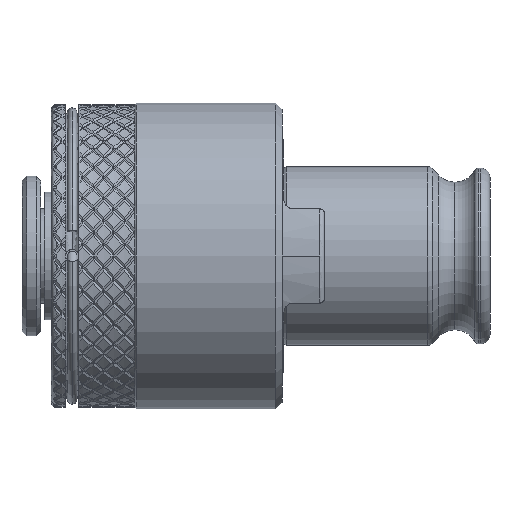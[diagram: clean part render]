
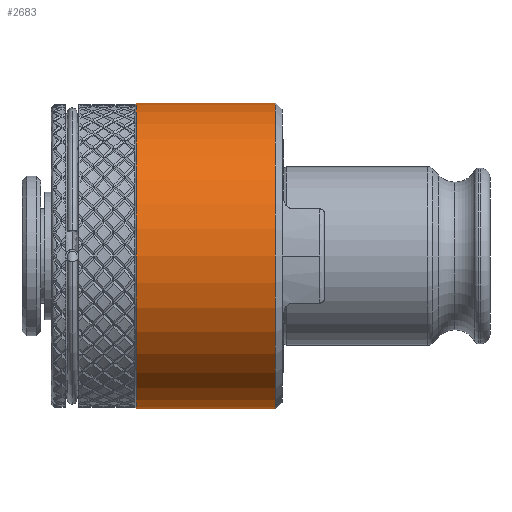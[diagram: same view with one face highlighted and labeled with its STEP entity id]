
A CAD part, front view. The second image highlights one B-rep face of the part: STEP entity #2683.
In plain terms, the highlighted cylindrical face has radius 16.25 mm (diameter 32.5 mm), a partial arc.
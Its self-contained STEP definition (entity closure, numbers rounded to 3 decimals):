
#511 = VERTEX_POINT ( 'NONE', #8264 ) ;
#2683 = ADVANCED_FACE ( 'NONE', ( #47079 ), #15913, .T. ) ;
#5002 = EDGE_CURVE ( 'NONE', #44042, #511, #61590, .T. ) ;
#6805 = AXIS2_PLACEMENT_3D ( 'NONE', #7525, #46153, #13022 ) ;
#7525 = CARTESIAN_POINT ( 'NONE',  ( 4.96, 0., 0. ) ) ;
#8264 = CARTESIAN_POINT ( 'NONE',  ( -9.84, 0., -16.25 ) ) ;
#8490 = AXIS2_PLACEMENT_3D ( 'NONE', #48470, #15383, #54059 ) ;
#8844 = ORIENTED_EDGE ( 'NONE', *, *, #50036, .T. ) ;
#10038 = EDGE_CURVE ( 'NONE', #45497, #26630, #67712, .T. ) ;
#13022 = DIRECTION ( 'NONE',  ( 0., 0., 1. ) ) ;
#15383 = DIRECTION ( 'NONE',  ( -1., 0., 0. ) ) ;
#15395 = ORIENTED_EDGE ( 'NONE', *, *, #64542, .F. ) ;
#15617 = DIRECTION ( 'NONE',  ( 0., 0., 1. ) ) ;
#15862 = DIRECTION ( 'NONE',  ( -1., 0., 0. ) ) ;
#15913 = CYLINDRICAL_SURFACE ( 'NONE', #19437, 16.25 ) ;
#17470 = VECTOR ( 'NONE', #63349, 1000. ) ;
#19437 = AXIS2_PLACEMENT_3D ( 'NONE', #21629, #15862, #15617 ) ;
#21629 = CARTESIAN_POINT ( 'NONE',  ( 5.66, 0., 0. ) ) ;
#25403 = VECTOR ( 'NONE', #57395, 1000. ) ;
#26630 = VERTEX_POINT ( 'NONE', #52659 ) ;
#29270 = CARTESIAN_POINT ( 'NONE',  ( 4.96, 0., -16.25 ) ) ;
#44042 = VERTEX_POINT ( 'NONE', #29270 ) ;
#45497 = VERTEX_POINT ( 'NONE', #62518 ) ;
#46153 = DIRECTION ( 'NONE',  ( -1., 0., 0. ) ) ;
#46657 = CARTESIAN_POINT ( 'NONE',  ( 5.66, 0., -16.25 ) ) ;
#47079 = FACE_OUTER_BOUND ( 'NONE', #70695, .T. ) ;
#48026 = CIRCLE ( 'NONE', #6805, 16.25 ) ;
#48470 = CARTESIAN_POINT ( 'NONE',  ( -9.84, 0., 0. ) ) ;
#50036 = EDGE_CURVE ( 'NONE', #44042, #45497, #48026, .T. ) ;
#50631 = ORIENTED_EDGE ( 'NONE', *, *, #5002, .F. ) ;
#51832 = CARTESIAN_POINT ( 'NONE',  ( 5.66, 0., 16.25 ) ) ;
#52659 = CARTESIAN_POINT ( 'NONE',  ( -9.84, 0., 16.25 ) ) ;
#54059 = DIRECTION ( 'NONE',  ( 0., 0., 1. ) ) ;
#57395 = DIRECTION ( 'NONE',  ( -1., 0., 0. ) ) ;
#61590 = LINE ( 'NONE', #46657, #17470 ) ;
#62518 = CARTESIAN_POINT ( 'NONE',  ( 4.96, 0., 16.25 ) ) ;
#63349 = DIRECTION ( 'NONE',  ( -1., 0., 0. ) ) ;
#64542 = EDGE_CURVE ( 'NONE', #511, #26630, #67378, .T. ) ;
#67378 = CIRCLE ( 'NONE', #8490, 16.25 ) ;
#67661 = ORIENTED_EDGE ( 'NONE', *, *, #10038, .T. ) ;
#67712 = LINE ( 'NONE', #51832, #25403 ) ;
#70695 = EDGE_LOOP ( 'NONE', ( #50631, #8844, #67661, #15395 ) ) ;
